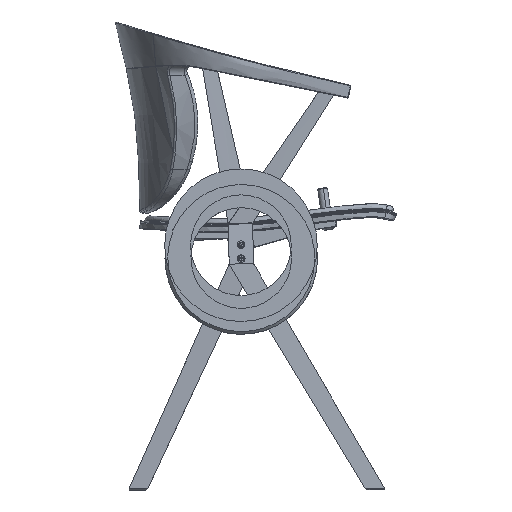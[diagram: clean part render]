
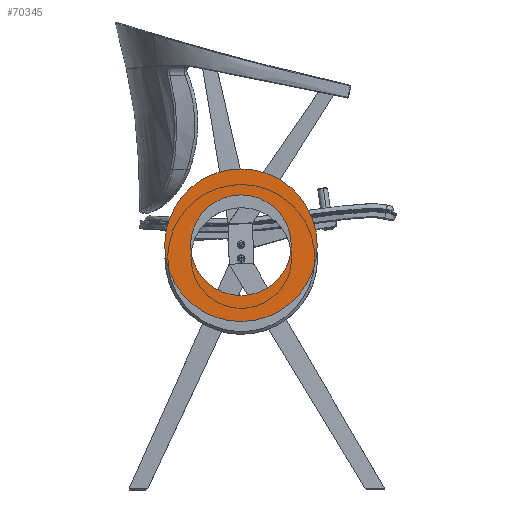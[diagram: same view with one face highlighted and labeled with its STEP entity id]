
A CAD part, left-side view. The second image highlights one B-rep face of the part: STEP entity #70345.
In plain terms, the highlighted planar face has unit normal (-1, 0, 0).
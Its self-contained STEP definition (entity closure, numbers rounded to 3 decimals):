
#1013 = VERTEX_POINT ( 'NONE', #20009 ) ;
#2317 = CARTESIAN_POINT ( 'NONE',  ( -18., 0., 82.5 ) ) ;
#3301 = CARTESIAN_POINT ( 'NONE',  ( -18., 125., 0. ) ) ;
#3554 = CARTESIAN_POINT ( 'NONE',  ( -18., 0., 0. ) ) ;
#4620 = CIRCLE ( 'NONE', #74902, 125. ) ;
#6324 = DIRECTION ( 'NONE',  ( -1., 0., 0. ) ) ;
#7576 = DIRECTION ( 'NONE',  ( 0., 0., 1. ) ) ;
#9327 = EDGE_CURVE ( 'NONE', #91159, #1013, #30685, .T. ) ;
#9531 = ORIENTED_EDGE ( 'NONE', *, *, #77846, .T. ) ;
#15236 = VERTEX_POINT ( 'NONE', #122250 ) ;
#20009 = CARTESIAN_POINT ( 'NONE',  ( -18., 0., -82.5 ) ) ;
#28374 = CARTESIAN_POINT ( 'NONE',  ( -18., 0., 125. ) ) ;
#30685 = CIRCLE ( 'NONE', #38681, 82.5 ) ;
#32197 = DIRECTION ( 'NONE',  ( 0., 0., -1. ) ) ;
#38620 = AXIS2_PLACEMENT_3D ( 'NONE', #55366, #6324, #7576 ) ;
#38681 = AXIS2_PLACEMENT_3D ( 'NONE', #3554, #42538, #80908 ) ;
#42538 = DIRECTION ( 'NONE',  ( -1., 0., 0. ) ) ;
#42923 = EDGE_LOOP ( 'NONE', ( #87280, #92239 ) ) ;
#46262 = DIRECTION ( 'NONE',  ( -1., 0., 0. ) ) ;
#50457 = EDGE_CURVE ( 'NONE', #1013, #91159, #92864, .T. ) ;
#51099 = FACE_OUTER_BOUND ( 'NONE', #110795, .T. ) ;
#52846 = DIRECTION ( 'NONE',  ( -1., 0., 0. ) ) ;
#55366 = CARTESIAN_POINT ( 'NONE',  ( -18., 0., 0. ) ) ;
#65161 = CARTESIAN_POINT ( 'NONE',  ( -18., 0., 0. ) ) ;
#69337 = PLANE ( 'NONE',  #71501 ) ;
#70345 = ADVANCED_FACE ( 'NONE', ( #78772, #51099 ), #69337, .F. ) ;
#71501 = AXIS2_PLACEMENT_3D ( 'NONE', #3301, #118384, #32197 ) ;
#74902 = AXIS2_PLACEMENT_3D ( 'NONE', #65161, #46262, #124233 ) ;
#77846 = EDGE_CURVE ( 'NONE', #15236, #98220, #83828, .T. ) ;
#78772 = FACE_BOUND ( 'NONE', #42923, .T. ) ;
#80908 = DIRECTION ( 'NONE',  ( 0., 0., 1. ) ) ;
#83828 = CIRCLE ( 'NONE', #93851, 125. ) ;
#87280 = ORIENTED_EDGE ( 'NONE', *, *, #9327, .F. ) ;
#91159 = VERTEX_POINT ( 'NONE', #2317 ) ;
#92239 = ORIENTED_EDGE ( 'NONE', *, *, #50457, .F. ) ;
#92864 = CIRCLE ( 'NONE', #38620, 82.5 ) ;
#93851 = AXIS2_PLACEMENT_3D ( 'NONE', #110674, #52846, #121387 ) ;
#98220 = VERTEX_POINT ( 'NONE', #28374 ) ;
#110674 = CARTESIAN_POINT ( 'NONE',  ( -18., 0., 0. ) ) ;
#110795 = EDGE_LOOP ( 'NONE', ( #115886, #9531 ) ) ;
#115886 = ORIENTED_EDGE ( 'NONE', *, *, #117907, .T. ) ;
#117907 = EDGE_CURVE ( 'NONE', #98220, #15236, #4620, .T. ) ;
#118384 = DIRECTION ( 'NONE',  ( 1., 0., 0. ) ) ;
#121387 = DIRECTION ( 'NONE',  ( 0., 0., 1. ) ) ;
#122250 = CARTESIAN_POINT ( 'NONE',  ( -18., 0., -125. ) ) ;
#124233 = DIRECTION ( 'NONE',  ( 0., 0., 1. ) ) ;
